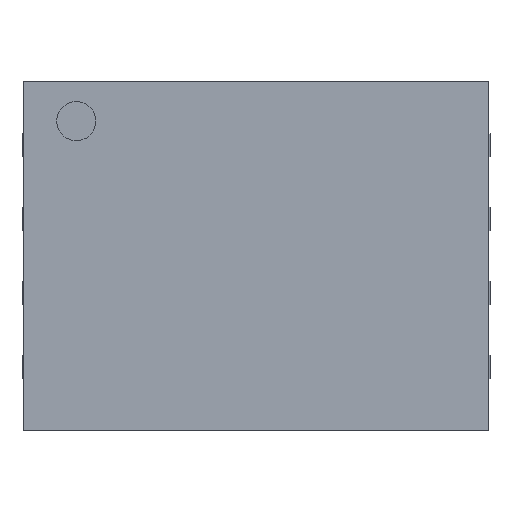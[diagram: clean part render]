
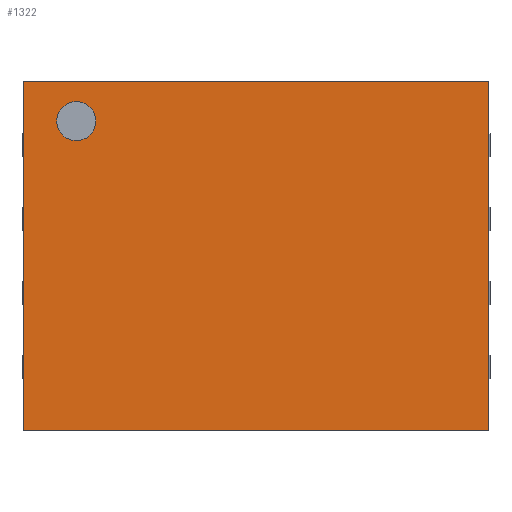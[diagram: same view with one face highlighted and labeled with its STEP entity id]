
A CAD part, top view. The second image highlights one B-rep face of the part: STEP entity #1322.
In plain terms, the highlighted planar face has unit normal (0, 0, 1).
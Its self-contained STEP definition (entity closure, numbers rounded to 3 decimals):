
#23=FACE_BOUND('',#258,.T.);
#28=PLANE('',#1426);
#178=FACE_OUTER_BOUND('',#257,.T.);
#257=EDGE_LOOP('',(#988,#989,#990,#991));
#258=EDGE_LOOP('',(#992));
#335=LINE('',#1850,#507);
#338=LINE('',#1856,#510);
#342=LINE('',#1863,#514);
#344=LINE('',#1866,#516);
#507=VECTOR('',#1513,2.013);
#510=VECTOR('',#1518,2.685);
#514=VECTOR('',#1524,2.013);
#516=VECTOR('',#1528,2.685);
#676=CIRCLE('',#1420,0.336);
#678=VERTEX_POINT('',#1838);
#682=VERTEX_POINT('',#1847);
#683=VERTEX_POINT('',#1849);
#685=VERTEX_POINT('',#1854);
#687=VERTEX_POINT('',#1861);
#794=EDGE_CURVE('',#678,#678,#676,.T.);
#799=EDGE_CURVE('',#682,#683,#335,.T.);
#802=EDGE_CURVE('',#685,#682,#338,.T.);
#806=EDGE_CURVE('',#685,#687,#342,.T.);
#808=EDGE_CURVE('',#687,#683,#344,.T.);
#988=ORIENTED_EDGE('',*,*,#802,.F.);
#989=ORIENTED_EDGE('',*,*,#806,.T.);
#990=ORIENTED_EDGE('',*,*,#808,.T.);
#991=ORIENTED_EDGE('',*,*,#799,.F.);
#992=ORIENTED_EDGE('',*,*,#794,.T.);
#1322=ADVANCED_FACE('',(#178,#23),#28,.T.);
#1420=AXIS2_PLACEMENT_3D('',#1839,#1504,#1505);
#1426=AXIS2_PLACEMENT_3D('',#1867,#1529,#1530);
#1504=DIRECTION('center_axis',(0.,0.,-1.));
#1505=DIRECTION('ref_axis',(1.,0.,0.));
#1513=DIRECTION('',(0.,-1.,0.));
#1518=DIRECTION('',(1.,0.,0.));
#1524=DIRECTION('',(0.,-1.,0.));
#1528=DIRECTION('',(1.,0.,0.));
#1529=DIRECTION('center_axis',(0.,0.,1.));
#1530=DIRECTION('ref_axis',(-1.,0.,0.));
#1838=CARTESIAN_POINT('',(-3.423,2.315,2.201));
#1839=CARTESIAN_POINT('Origin',(-3.087,2.315,2.201));
#1847=CARTESIAN_POINT('',(4.,3.,2.201));
#1849=CARTESIAN_POINT('',(4.,-3.,2.201));
#1850=CARTESIAN_POINT('',(4.,3.,2.201));
#1854=CARTESIAN_POINT('',(-4.,3.,2.201));
#1856=CARTESIAN_POINT('',(-4.,3.,2.201));
#1861=CARTESIAN_POINT('',(-4.,-3.,2.201));
#1863=CARTESIAN_POINT('',(-4.,3.,2.201));
#1866=CARTESIAN_POINT('',(-4.,-3.,2.201));
#1867=CARTESIAN_POINT('Origin',(-4.,3.,2.201));
